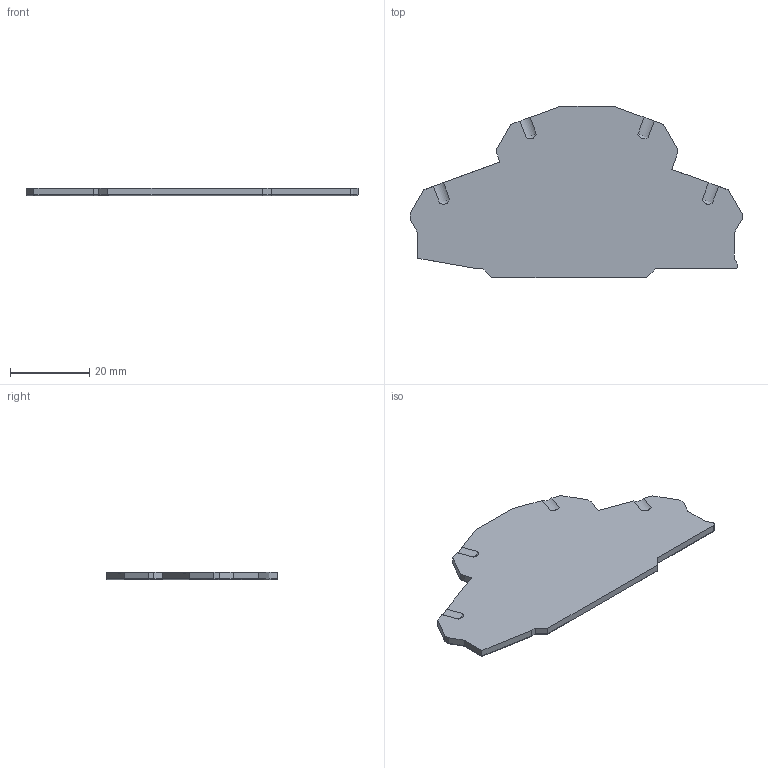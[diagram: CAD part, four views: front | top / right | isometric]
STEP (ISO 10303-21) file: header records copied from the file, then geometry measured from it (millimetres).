
FILE_DESCRIPTION(/* description */ (''),/* implementation_level */ '2;1');
FILE_NAME(/* name */ '3756_ZAPD25_iso.stp',/* time_stamp */ '2011-08-05T10:21:19+02:00',/* author */ (''),/* organization */ (''),/* preprocessor_version */ 'ST-DEVELOPER v11',/* originating_system */ 'SIEMENS UGS NX 6.0',/* authorisation */ '');
FILE_SCHEMA (('CONFIG_CONTROL_DESIGN'));
Length unit declared in the file: millimetre
Products named in the file (1): 3756_ZAPD25_iso
Bounding box: 83.6 x 43.2 x 2 mm (x, y, z)
Volume: 5193.5 mm3; surface area: 5627.2 mm2
Topology: 1 solids, 1 shells, 64 faces, 159 edges, 97 vertices
Faces by surface type: cylinder 31, plane 28, cone 4, torus 1
Entity records: 2003 total; most frequent: CARTESIAN_POINT 381, DIRECTION 323, ORIENTED_EDGE 318, EDGE_CURVE 159, LINE 117, VECTOR 117, AXIS2_PLACEMENT_3D 103, VERTEX_POINT 97
